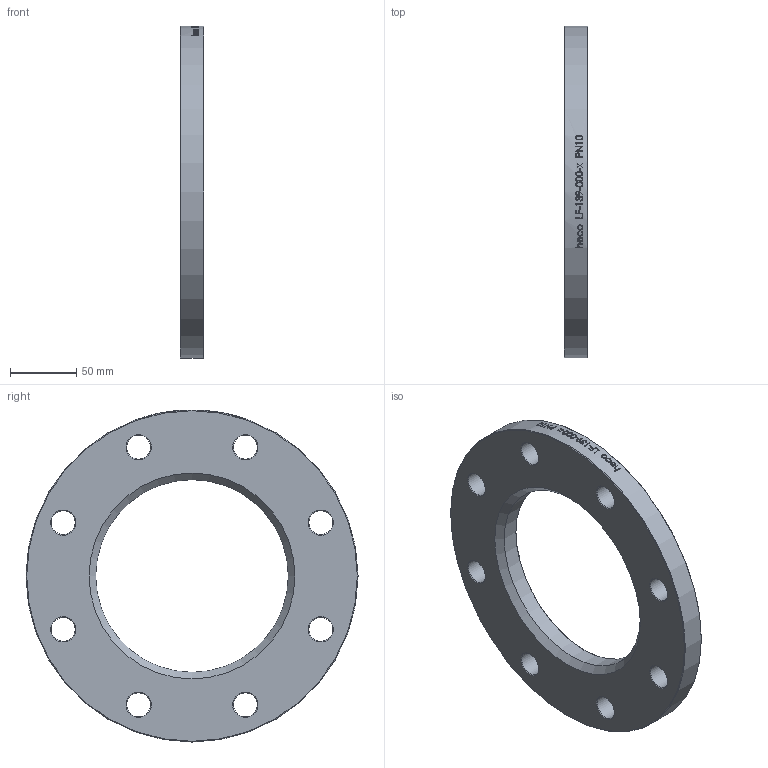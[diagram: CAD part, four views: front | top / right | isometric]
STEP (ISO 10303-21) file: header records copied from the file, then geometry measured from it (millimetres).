
FILE_DESCRIPTION (( 'STEP AP214' ), '1' );
FILE_NAME ('LF-139-000-x Loser Flansch PN10 2101.STEP', '2021-01-19T09:56:52', ( '' ), ( '' ), 'SwSTEP 2.0', 'SolidWorks 2019', '' );
FILE_SCHEMA (( 'AUTOMOTIVE_DESIGN' ));
Length unit declared in the file: millimetre
Products named in the file (1): LF-139-000-x Loser Flansch PN10 2101
Bounding box: 18 x 250 x 250 mm (x, y, z)
Volume: 543377.6 mm3; surface area: 89398.4 mm2
Topology: 1 solids, 1 shells, 60 faces, 272 edges, 241 vertices
Faces by surface type: cylinder 38, cone 20, plane 2
Full cylindrical faces by diameter (mm): 18 x8, 145 x1, 250 x1
Entity records: 6623 total; most frequent: CARTESIAN_POINT 4346, ORIENTED_EDGE 458, DIRECTION 311, VERTEX_POINT 229, EDGE_CURVE 229, AXIS2_PLACEMENT_3D 140, EDGE_LOOP 136, B_SPLINE_CURVE_WITH_KNOTS 119
